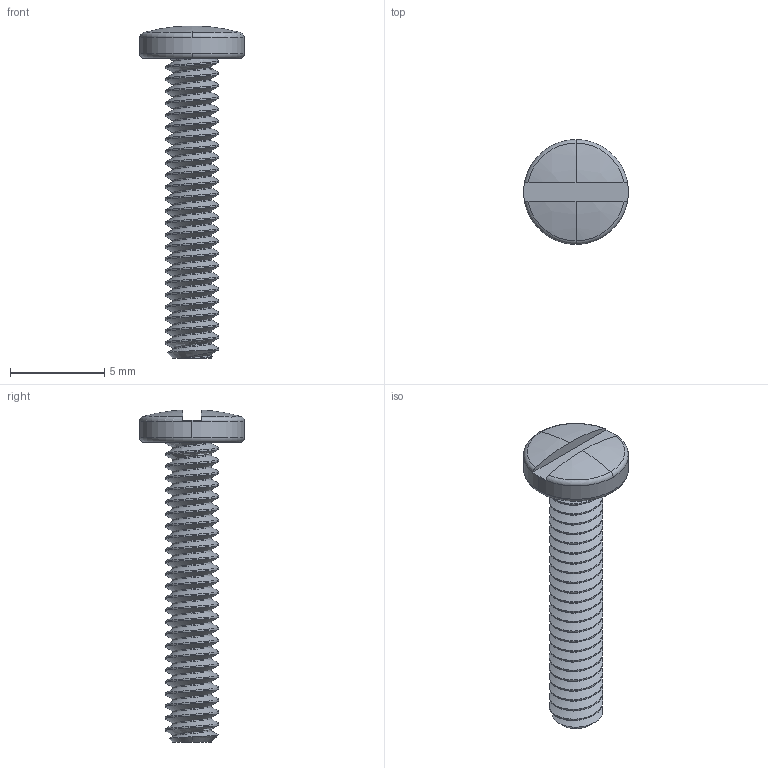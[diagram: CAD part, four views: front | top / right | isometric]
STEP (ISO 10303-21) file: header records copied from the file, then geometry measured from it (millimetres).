
FILE_DESCRIPTION (( 'STEP AP203' ), '1' );
FILE_NAME ('90283A112.step', '2007-09-18T22:22:21', ( '' ), ( '' ), 'SwSTEP 2.0', 'SolidWorks 2006233', '' );
FILE_SCHEMA (( 'CONFIG_CONTROL_DESIGN' ));
Length unit declared in the file: inch
Products named in the file (1): 90283A112
Bounding box: 5.56 x 5.56 x 17.59 mm (x, y, z)
Volume: 108.9 mm3; surface area: 283.8 mm2
Topology: 1 solids, 1 shells, 147 faces, 428 edges, 284 vertices
Faces by surface type: cylinder 128, plane 5, torus 4, sphere 4, bspline 3, cone 3
Entity records: 7657 total; most frequent: CARTESIAN_POINT 4444, ORIENTED_EDGE 856, DIRECTION 489, EDGE_CURVE 428, VERTEX_POINT 284, AXIS2_PLACEMENT_3D 179, EDGE_LOOP 148, FACE_OUTER_BOUND 147
